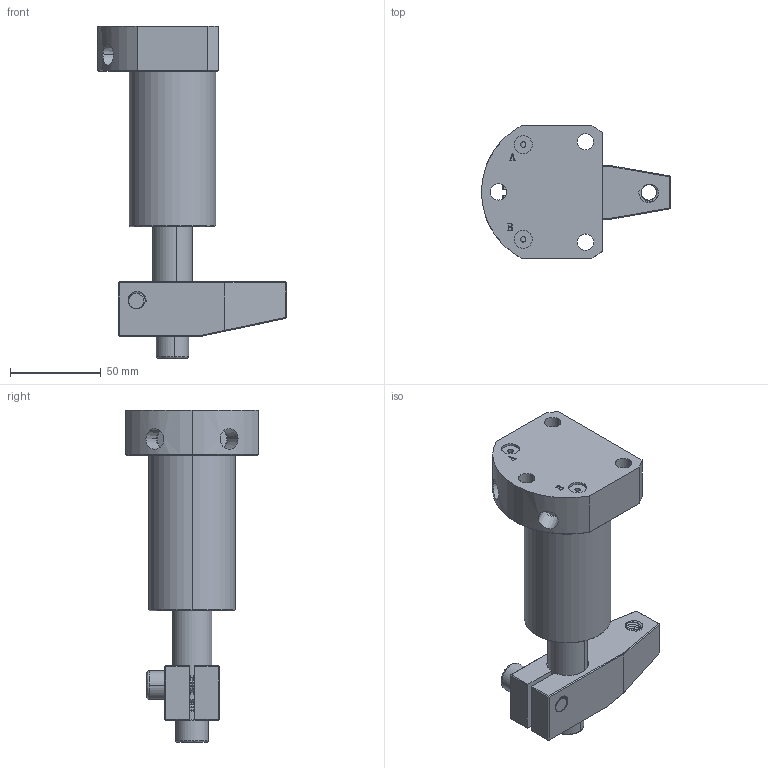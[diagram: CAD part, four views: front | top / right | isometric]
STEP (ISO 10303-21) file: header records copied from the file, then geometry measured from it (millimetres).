
FILE_DESCRIPTION (( 'STEP AP203' ), '1' );
FILE_NAME ('030D-121.STEP', '2023-10-05T03:09:15', ( '微软用户' ), ( '微软中国' ), 'SwSTEP 2.0', 'SolidWorks 2012', '' );
FILE_SCHEMA (( 'CONFIG_CONTROL_DESIGN' ));
Length unit declared in the file: millimetre
Products named in the file (6): 030D-121; socket head cap screw_iso_ISO 4762 M10 x 30 --- 30S; socket head cap screw_iso_ISO 4762 M12 x 30 --- 30S; 030D-121揤旋; 030D-121活塞杆; 030D-121掛极
Assembly tree (5 placements, depth 2):
  030D-121
    030D-121掛极
    030D-121活塞杆
    030D-121揤旋
    socket head cap screw_iso_ISO 4762 M12 x 30 --- 30S
    socket head cap screw_iso_ISO 4762 M10 x 30 --- 30S
Bounding box: 104.4 x 73 x 183.4 mm (x, y, z)
Volume: 113606 mm3; surface area: 70863.8 mm2
Topology: 4 solids, 7 shells, 488 faces, 1175 edges, 720 vertices
Faces by surface type: cylinder 176, cone 154, plane 128, bspline 30
Entity records: 22087 total; most frequent: CARTESIAN_POINT 10389, ORIENTED_EDGE 2334, DIRECTION 2323, EDGE_CURVE 1169, AXIS2_PLACEMENT_3D 869, VERTEX_POINT 720, VECTOR 585, LINE 585
